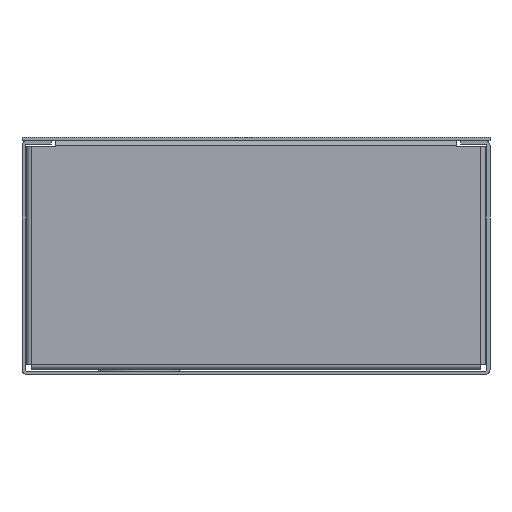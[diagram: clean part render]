
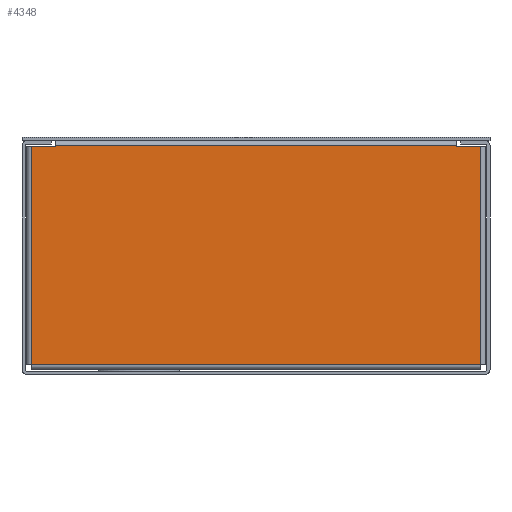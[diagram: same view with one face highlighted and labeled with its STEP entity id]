
A CAD part, front view. The second image highlights one B-rep face of the part: STEP entity #4348.
In plain terms, the highlighted planar face has unit normal (0, -1, 0).
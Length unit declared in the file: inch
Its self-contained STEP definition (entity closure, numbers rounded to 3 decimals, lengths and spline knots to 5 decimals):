
#120 = DIRECTION ( 'NONE',  ( 0., 0., 1. ) ) ;
#166 = CARTESIAN_POINT ( 'NONE',  ( -3.429, -6., 3.914 ) ) ;
#328 = VECTOR ( 'NONE', #120, 39.37008 ) ;
#454 = VECTOR ( 'NONE', #5477, 39.37008 ) ;
#563 = LINE ( 'NONE', #1604, #4762 ) ;
#583 = DIRECTION ( 'NONE',  ( 0., 0., 1. ) ) ;
#586 = EDGE_CURVE ( 'NONE', #4363, #2451, #6458, .T. ) ;
#826 = EDGE_CURVE ( 'NONE', #2282, #3147, #2160, .T. ) ;
#850 = VERTEX_POINT ( 'NONE', #166 ) ;
#880 = DIRECTION ( 'NONE',  ( -1., 0., 0. ) ) ;
#1043 = CARTESIAN_POINT ( 'NONE',  ( -3.844, -6., 0.166 ) ) ;
#1350 = DIRECTION ( 'NONE',  ( -1., 0., 0. ) ) ;
#1604 = CARTESIAN_POINT ( 'NONE',  ( -3.844, -6., 0.166 ) ) ;
#1870 = EDGE_CURVE ( 'NONE', #3484, #2451, #3420, .T. ) ;
#2067 = EDGE_CURVE ( 'NONE', #3489, #3484, #3607, .T. ) ;
#2160 = LINE ( 'NONE', #4229, #4782 ) ;
#2282 = VERTEX_POINT ( 'NONE', #5994 ) ;
#2378 = VECTOR ( 'NONE', #1350, 39.37008 ) ;
#2406 = CARTESIAN_POINT ( 'NONE',  ( -3.844, -6., 3.9 ) ) ;
#2451 = VERTEX_POINT ( 'NONE', #3697 ) ;
#2681 = CARTESIAN_POINT ( 'NONE',  ( 3.844, -6., 0.166 ) ) ;
#2850 = LINE ( 'NONE', #6578, #4638 ) ;
#2974 = VERTEX_POINT ( 'NONE', #3138 ) ;
#3016 = EDGE_CURVE ( 'NONE', #3147, #2974, #563, .T. ) ;
#3112 = DIRECTION ( 'NONE',  ( 0., -1., 0. ) ) ;
#3138 = CARTESIAN_POINT ( 'NONE',  ( -3.844, -6., 0.166 ) ) ;
#3147 = VERTEX_POINT ( 'NONE', #4832 ) ;
#3158 = LINE ( 'NONE', #5226, #6692 ) ;
#3313 = ORIENTED_EDGE ( 'NONE', *, *, #1870, .T. ) ;
#3420 = LINE ( 'NONE', #2406, #2378 ) ;
#3484 = VERTEX_POINT ( 'NONE', #6222 ) ;
#3489 = VERTEX_POINT ( 'NONE', #2681 ) ;
#3607 = LINE ( 'NONE', #5744, #328 ) ;
#3616 = FACE_OUTER_BOUND ( 'NONE', #4694, .T. ) ;
#3697 = CARTESIAN_POINT ( 'NONE',  ( 3.429, -6., 3.9 ) ) ;
#3716 = DIRECTION ( 'NONE',  ( -1., 0., 0. ) ) ;
#4049 = ORIENTED_EDGE ( 'NONE', *, *, #3016, .T. ) ;
#4181 = DIRECTION ( 'NONE',  ( 0., 0., -1. ) ) ;
#4229 = CARTESIAN_POINT ( 'NONE',  ( -3.844, -6., 3.9 ) ) ;
#4284 = ORIENTED_EDGE ( 'NONE', *, *, #2067, .T. ) ;
#4348 = ADVANCED_FACE ( 'NONE', ( #3616 ), #5689, .T. ) ;
#4363 = VERTEX_POINT ( 'NONE', #5894 ) ;
#4454 = CARTESIAN_POINT ( 'NONE',  ( -3.844, -6., 0.166 ) ) ;
#4503 = EDGE_CURVE ( 'NONE', #4363, #850, #2850, .T. ) ;
#4627 = ORIENTED_EDGE ( 'NONE', *, *, #6103, .F. ) ;
#4638 = VECTOR ( 'NONE', #880, 39.37008 ) ;
#4694 = EDGE_LOOP ( 'NONE', ( #4284, #3313, #5559, #6448, #4627, #5283, #4049, #6608 ) ) ;
#4762 = VECTOR ( 'NONE', #4181, 39.37008 ) ;
#4782 = VECTOR ( 'NONE', #3716, 39.37008 ) ;
#4832 = CARTESIAN_POINT ( 'NONE',  ( -3.844, -6., 3.9 ) ) ;
#4924 = DIRECTION ( 'NONE',  ( 1., 0., 0. ) ) ;
#4962 = LINE ( 'NONE', #4454, #5497 ) ;
#5180 = DIRECTION ( 'NONE',  ( 1., 0., 0. ) ) ;
#5226 = CARTESIAN_POINT ( 'NONE',  ( -3.429, -6., 3.9 ) ) ;
#5283 = ORIENTED_EDGE ( 'NONE', *, *, #826, .T. ) ;
#5477 = DIRECTION ( 'NONE',  ( 0., 0., -1. ) ) ;
#5497 = VECTOR ( 'NONE', #4924, 39.37008 ) ;
#5545 = CARTESIAN_POINT ( 'NONE',  ( 3.429, -6., 3.9 ) ) ;
#5559 = ORIENTED_EDGE ( 'NONE', *, *, #586, .F. ) ;
#5689 = PLANE ( 'NONE',  #6266 ) ;
#5744 = CARTESIAN_POINT ( 'NONE',  ( 3.844, -6., 0.166 ) ) ;
#5894 = CARTESIAN_POINT ( 'NONE',  ( 3.429, -6., 3.914 ) ) ;
#5994 = CARTESIAN_POINT ( 'NONE',  ( -3.429, -6., 3.9 ) ) ;
#6103 = EDGE_CURVE ( 'NONE', #2282, #850, #3158, .T. ) ;
#6222 = CARTESIAN_POINT ( 'NONE',  ( 3.844, -6., 3.9 ) ) ;
#6266 = AXIS2_PLACEMENT_3D ( 'NONE', #1043, #3112, #5180 ) ;
#6448 = ORIENTED_EDGE ( 'NONE', *, *, #4503, .T. ) ;
#6458 = LINE ( 'NONE', #5545, #454 ) ;
#6519 = EDGE_CURVE ( 'NONE', #2974, #3489, #4962, .T. ) ;
#6578 = CARTESIAN_POINT ( 'NONE',  ( -3.844, -6., 3.914 ) ) ;
#6608 = ORIENTED_EDGE ( 'NONE', *, *, #6519, .T. ) ;
#6692 = VECTOR ( 'NONE', #583, 39.37008 ) ;
